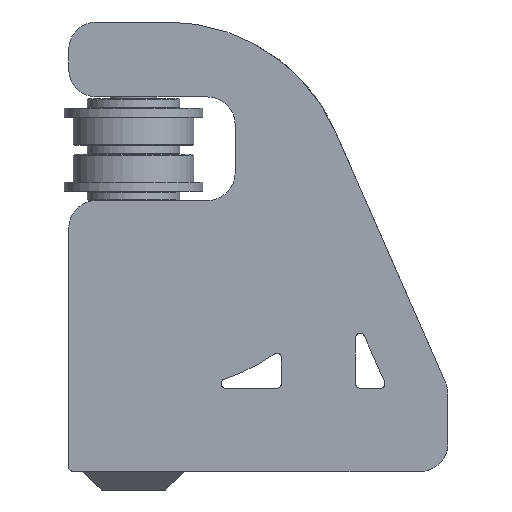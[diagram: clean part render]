
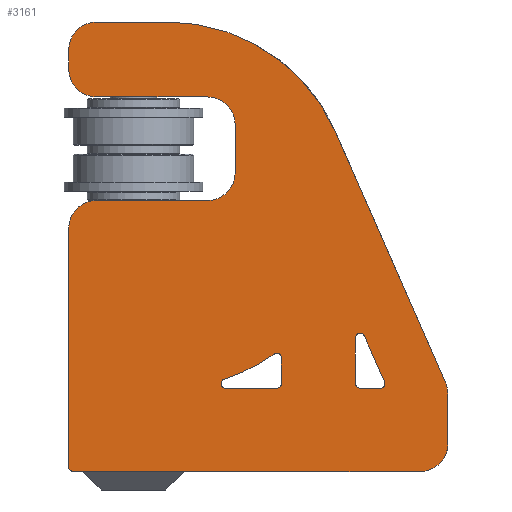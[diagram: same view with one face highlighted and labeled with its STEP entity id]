
A CAD part, left-side view. The second image highlights one B-rep face of the part: STEP entity #3161.
In plain terms, the highlighted planar face has unit normal (-1, 0, 0).
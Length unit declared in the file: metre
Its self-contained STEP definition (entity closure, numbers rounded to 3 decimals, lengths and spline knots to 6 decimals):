
#144=CIRCLE('',#3394,0.0198);
#146=CIRCLE('',#3399,0.0198);
#165=CIRCLE('',#3431,0.003);
#166=CIRCLE('',#3432,0.003);
#167=CIRCLE('',#3433,0.003);
#168=CIRCLE('',#3434,0.003);
#169=CIRCLE('',#3435,0.003);
#170=CIRCLE('',#3436,0.003);
#171=CIRCLE('',#3437,0.003);
#172=CIRCLE('',#3438,0.0005);
#173=CIRCLE('',#3439,0.0005);
#174=CIRCLE('',#3440,0.0005);
#175=CIRCLE('',#3441,0.0005);
#176=CIRCLE('',#3442,0.0005);
#177=CIRCLE('',#3443,0.0005);
#178=CIRCLE('',#3444,0.0005);
#360=ORIENTED_EDGE('',*,*,#1122,.T.);
#361=ORIENTED_EDGE('',*,*,#1221,.T.);
#362=ORIENTED_EDGE('',*,*,#1167,.T.);
#363=ORIENTED_EDGE('',*,*,#1222,.T.);
#364=ORIENTED_EDGE('',*,*,#1163,.F.);
#365=ORIENTED_EDGE('',*,*,#1150,.F.);
#366=ORIENTED_EDGE('',*,*,#1202,.F.);
#367=ORIENTED_EDGE('',*,*,#1223,.T.);
#368=ORIENTED_EDGE('',*,*,#1193,.F.);
#369=ORIENTED_EDGE('',*,*,#1224,.T.);
#370=ORIENTED_EDGE('',*,*,#1189,.T.);
#371=ORIENTED_EDGE('',*,*,#1225,.T.);
#372=ORIENTED_EDGE('',*,*,#1184,.T.);
#373=ORIENTED_EDGE('',*,*,#1226,.T.);
#374=ORIENTED_EDGE('',*,*,#1180,.F.);
#375=ORIENTED_EDGE('',*,*,#1227,.T.);
#376=ORIENTED_EDGE('',*,*,#1173,.F.);
#377=ORIENTED_EDGE('',*,*,#1228,.T.);
#378=ORIENTED_EDGE('',*,*,#1141,.F.);
#379=ORIENTED_EDGE('',*,*,#1229,.T.);
#380=ORIENTED_EDGE('',*,*,#1137,.T.);
#381=ORIENTED_EDGE('',*,*,#1230,.T.);
#382=ORIENTED_EDGE('',*,*,#1197,.T.);
#383=ORIENTED_EDGE('',*,*,#1231,.T.);
#384=ORIENTED_EDGE('',*,*,#1129,.F.);
#385=ORIENTED_EDGE('',*,*,#1232,.T.);
#386=ORIENTED_EDGE('',*,*,#1203,.F.);
#387=ORIENTED_EDGE('',*,*,#1233,.T.);
#388=ORIENTED_EDGE('',*,*,#1135,.F.);
#389=ORIENTED_EDGE('',*,*,#1234,.T.);
#1122=EDGE_CURVE('',#1563,#1562,#1871,.T.);
#1129=EDGE_CURVE('',#1569,#1570,#1877,.T.);
#1135=EDGE_CURVE('',#1575,#1576,#144,.T.);
#1137=EDGE_CURVE('',#1577,#1578,#1883,.T.);
#1141=EDGE_CURVE('',#1581,#1582,#1887,.T.);
#1150=EDGE_CURVE('',#1590,#1586,#146,.T.);
#1163=EDGE_CURVE('',#1586,#1603,#1904,.T.);
#1167=EDGE_CURVE('',#1605,#1606,#1907,.T.);
#1173=EDGE_CURVE('',#1611,#1612,#1912,.T.);
#1180=EDGE_CURVE('',#1618,#1619,#1918,.T.);
#1184=EDGE_CURVE('',#1623,#1622,#1922,.T.);
#1189=EDGE_CURVE('',#1628,#1627,#1926,.T.);
#1193=EDGE_CURVE('',#1631,#1632,#1930,.T.);
#1197=EDGE_CURVE('',#1636,#1635,#1934,.T.);
#1202=EDGE_CURVE('',#1639,#1590,#1938,.T.);
#1203=EDGE_CURVE('',#1640,#1641,#1939,.T.);
#1221=EDGE_CURVE('',#1562,#1605,#165,.F.);
#1222=EDGE_CURVE('',#1606,#1603,#166,.F.);
#1223=EDGE_CURVE('',#1639,#1632,#167,.F.);
#1224=EDGE_CURVE('',#1631,#1628,#168,.F.);
#1225=EDGE_CURVE('',#1627,#1623,#169,.T.);
#1226=EDGE_CURVE('',#1622,#1619,#170,.T.);
#1227=EDGE_CURVE('',#1618,#1612,#171,.F.);
#1228=EDGE_CURVE('',#1611,#1563,#172,.F.);
#1229=EDGE_CURVE('',#1581,#1577,#173,.T.);
#1230=EDGE_CURVE('',#1578,#1636,#174,.T.);
#1231=EDGE_CURVE('',#1635,#1582,#175,.T.);
#1232=EDGE_CURVE('',#1569,#1641,#176,.T.);
#1233=EDGE_CURVE('',#1640,#1576,#177,.T.);
#1234=EDGE_CURVE('',#1575,#1570,#178,.T.);
#1562=VERTEX_POINT('',#4579);
#1563=VERTEX_POINT('',#4581);
#1569=VERTEX_POINT('',#4595);
#1570=VERTEX_POINT('',#4596);
#1575=VERTEX_POINT('',#4607);
#1576=VERTEX_POINT('',#4609);
#1577=VERTEX_POINT('',#4613);
#1578=VERTEX_POINT('',#4614);
#1581=VERTEX_POINT('',#4622);
#1582=VERTEX_POINT('',#4623);
#1586=VERTEX_POINT('',#4632);
#1590=VERTEX_POINT('',#4654);
#1603=VERTEX_POINT('',#4688);
#1605=VERTEX_POINT('',#4695);
#1606=VERTEX_POINT('',#4696);
#1611=VERTEX_POINT('',#4708);
#1612=VERTEX_POINT('',#4709);
#1618=VERTEX_POINT('',#4722);
#1619=VERTEX_POINT('',#4724);
#1622=VERTEX_POINT('',#4731);
#1623=VERTEX_POINT('',#4733);
#1627=VERTEX_POINT('',#4742);
#1628=VERTEX_POINT('',#4744);
#1631=VERTEX_POINT('',#4751);
#1632=VERTEX_POINT('',#4753);
#1635=VERTEX_POINT('',#4760);
#1636=VERTEX_POINT('',#4762);
#1639=VERTEX_POINT('',#4770);
#1640=VERTEX_POINT('',#4774);
#1641=VERTEX_POINT('',#4775);
#1871=LINE('',#4580,#2186);
#1877=LINE('',#4594,#2192);
#1883=LINE('',#4612,#2198);
#1887=LINE('',#4621,#2202);
#1904=LINE('',#4687,#2219);
#1907=LINE('',#4694,#2222);
#1912=LINE('',#4707,#2227);
#1918=LINE('',#4723,#2233);
#1922=LINE('',#4732,#2237);
#1926=LINE('',#4743,#2241);
#1930=LINE('',#4752,#2245);
#1934=LINE('',#4761,#2249);
#1938=LINE('',#4771,#2253);
#1939=LINE('',#4773,#2254);
#2186=VECTOR('',#3684,1.);
#2192=VECTOR('',#3694,1.);
#2198=VECTOR('',#3708,1.);
#2202=VECTOR('',#3714,1.);
#2219=VECTOR('',#3739,1.);
#2222=VECTOR('',#3746,1.);
#2227=VECTOR('',#3755,1.);
#2233=VECTOR('',#3765,1.);
#2237=VECTOR('',#3771,1.);
#2241=VECTOR('',#3779,1.);
#2245=VECTOR('',#3785,1.);
#2249=VECTOR('',#3791,1.);
#2253=VECTOR('',#3799,1.);
#2254=VECTOR('',#3802,1.);
#2524=EDGE_LOOP('',(#360,#361,#362,#363,#364,#365,#366,#367,#368,#369,#370,
#371,#372,#373,#374,#375,#376,#377));
#2525=EDGE_LOOP('',(#378,#379,#380,#381,#382,#383));
#2526=EDGE_LOOP('',(#384,#385,#386,#387,#388,#389));
#2783=FACE_BOUND('',#2524,.T.);
#2784=FACE_BOUND('',#2525,.T.);
#2785=FACE_BOUND('',#2526,.T.);
#3032=PLANE('',#3430);
#3161=ADVANCED_FACE('',(#2783,#2784,#2785),#3032,.F.);
#3394=AXIS2_PLACEMENT_3D('',#4608,#3703,#3704);
#3399=AXIS2_PLACEMENT_3D('',#4655,#3725,#3726);
#3430=AXIS2_PLACEMENT_3D('',#4796,#3836,#3837);
#3431=AXIS2_PLACEMENT_3D('',#4797,#3838,#3839);
#3432=AXIS2_PLACEMENT_3D('',#4798,#3840,#3841);
#3433=AXIS2_PLACEMENT_3D('',#4799,#3842,#3843);
#3434=AXIS2_PLACEMENT_3D('',#4800,#3844,#3845);
#3435=AXIS2_PLACEMENT_3D('',#4801,#3846,#3847);
#3436=AXIS2_PLACEMENT_3D('',#4802,#3848,#3849);
#3437=AXIS2_PLACEMENT_3D('',#4803,#3850,#3851);
#3438=AXIS2_PLACEMENT_3D('',#4804,#3852,#3853);
#3439=AXIS2_PLACEMENT_3D('',#4805,#3854,#3855);
#3440=AXIS2_PLACEMENT_3D('',#4806,#3856,#3857);
#3441=AXIS2_PLACEMENT_3D('',#4807,#3858,#3859);
#3442=AXIS2_PLACEMENT_3D('',#4808,#3860,#3861);
#3443=AXIS2_PLACEMENT_3D('',#4809,#3862,#3863);
#3444=AXIS2_PLACEMENT_3D('',#4810,#3864,#3865);
#3684=DIRECTION('',(0.,-1.,0.));
#3694=DIRECTION('',(0.,0.,1.));
#3703=DIRECTION('',(1.,0.,0.));
#3704=DIRECTION('',(0.,0.,-1.));
#3708=DIRECTION('',(0.,0.,1.));
#3714=DIRECTION('',(0.,-1.,0.));
#3725=DIRECTION('',(1.,0.,0.));
#3726=DIRECTION('',(0.,0.,-1.));
#3739=DIRECTION('',(0.,-0.402,-0.916));
#3746=DIRECTION('',(0.,0.,1.));
#3755=DIRECTION('',(0.,0.,1.));
#3765=DIRECTION('',(0.,-1.,0.));
#3771=DIRECTION('',(0.,0.,-1.));
#3779=DIRECTION('',(0.,-1.,0.));
#3785=DIRECTION('',(0.,0.,1.));
#3791=DIRECTION('',(0.,-0.402,-0.916));
#3799=DIRECTION('',(0.,-1.,0.));
#3802=DIRECTION('',(0.,-1.,0.));
#3836=DIRECTION('',(1.,0.,0.));
#3837=DIRECTION('',(0.,1.,0.));
#3838=DIRECTION('',(1.,0.,0.));
#3839=DIRECTION('',(0.,0.,-1.));
#3840=DIRECTION('',(1.,0.,0.));
#3841=DIRECTION('',(0.,0.,-1.));
#3842=DIRECTION('',(1.,0.,0.));
#3843=DIRECTION('',(0.,0.,-1.));
#3844=DIRECTION('',(1.,0.,0.));
#3845=DIRECTION('',(0.,0.,-1.));
#3846=DIRECTION('',(1.,0.,0.));
#3847=DIRECTION('',(0.,0.,-1.));
#3848=DIRECTION('',(1.,0.,0.));
#3849=DIRECTION('',(0.,0.,-1.));
#3850=DIRECTION('',(1.,0.,0.));
#3851=DIRECTION('',(0.,0.,-1.));
#3852=DIRECTION('',(1.,0.,0.));
#3853=DIRECTION('',(0.,0.,-1.));
#3854=DIRECTION('',(1.,0.,0.));
#3855=DIRECTION('',(0.,0.,-1.));
#3856=DIRECTION('',(1.,0.,0.));
#3857=DIRECTION('',(0.,0.,-1.));
#3858=DIRECTION('',(1.,0.,0.));
#3859=DIRECTION('',(0.,0.,-1.));
#3860=DIRECTION('',(1.,0.,0.));
#3861=DIRECTION('',(0.,0.,-1.));
#3862=DIRECTION('',(1.,0.,0.));
#3863=DIRECTION('',(0.,0.,-1.));
#3864=DIRECTION('',(1.,0.,0.));
#3865=DIRECTION('',(0.,0.,-1.));
#4579=CARTESIAN_POINT('',(-0.01,0.003,0.));
#4580=CARTESIAN_POINT('',(-0.01,0.0205,0.));
#4581=CARTESIAN_POINT('',(-0.01,0.0405,0.));
#4594=CARTESIAN_POINT('',(-0.01,0.018,0.011149));
#4595=CARTESIAN_POINT('',(-0.01,0.018,0.0095));
#4596=CARTESIAN_POINT('',(-0.01,0.018,0.012295));
#4607=CARTESIAN_POINT('',(-0.01,0.018791,0.012701));
#4608=CARTESIAN_POINT('',(-0.01,0.030318,0.0288));
#4609=CARTESIAN_POINT('',(-0.01,0.02418,0.009975));
#4612=CARTESIAN_POINT('',(-0.01,0.01,0.012926));
#4613=CARTESIAN_POINT('',(-0.01,0.01,0.0095));
#4614=CARTESIAN_POINT('',(-0.01,0.01,0.014469));
#4621=CARTESIAN_POINT('',(-0.01,0.008276,0.009));
#4622=CARTESIAN_POINT('',(-0.01,0.0095,0.009));
#4623=CARTESIAN_POINT('',(-0.01,0.007318,0.009));
#4632=CARTESIAN_POINT('',(-0.01,0.012188,0.03676));
#4654=CARTESIAN_POINT('',(-0.01,0.030318,0.0486));
#4655=CARTESIAN_POINT('',(-0.01,0.030318,0.0288));
#4687=CARTESIAN_POINT('',(-0.01,0.006094,0.02288));
#4688=CARTESIAN_POINT('',(-0.01,0.000253,0.009576));
#4694=CARTESIAN_POINT('',(-0.01,0.,0.0045));
#4695=CARTESIAN_POINT('',(-0.01,0.,0.003));
#4696=CARTESIAN_POINT('',(-0.01,0.,0.00837));
#4707=CARTESIAN_POINT('',(-0.01,0.041,0.00965));
#4708=CARTESIAN_POINT('',(-0.01,0.041,0.0005));
#4709=CARTESIAN_POINT('',(-0.01,0.041,0.0263));
#4722=CARTESIAN_POINT('',(-0.01,0.038,0.0293));
#4723=CARTESIAN_POINT('',(-0.01,0.032,0.0293));
#4724=CARTESIAN_POINT('',(-0.01,0.026,0.0293));
#4731=CARTESIAN_POINT('',(-0.01,0.023,0.0323));
#4732=CARTESIAN_POINT('',(-0.01,0.023,0.0355));
#4733=CARTESIAN_POINT('',(-0.01,0.023,0.0375));
#4742=CARTESIAN_POINT('',(-0.01,0.026,0.0405));
#4743=CARTESIAN_POINT('',(-0.01,0.032,0.0405));
#4744=CARTESIAN_POINT('',(-0.01,0.038,0.0405));
#4751=CARTESIAN_POINT('',(-0.01,0.041,0.0435));
#4752=CARTESIAN_POINT('',(-0.01,0.041,0.04455));
#4753=CARTESIAN_POINT('',(-0.01,0.041,0.0456));
#4760=CARTESIAN_POINT('',(-0.01,0.006861,0.009701));
#4761=CARTESIAN_POINT('',(-0.01,0.008276,0.012926));
#4762=CARTESIAN_POINT('',(-0.01,0.009042,0.01467));
#4770=CARTESIAN_POINT('',(-0.01,0.038,0.0486));
#4771=CARTESIAN_POINT('',(-0.01,0.035659,0.0486));
#4773=CARTESIAN_POINT('',(-0.01,0.024159,0.009));
#4774=CARTESIAN_POINT('',(-0.01,0.024025,0.009));
#4775=CARTESIAN_POINT('',(-0.01,0.0185,0.009));
#4796=CARTESIAN_POINT('',(-0.01,0.0225,0.0243));
#4797=CARTESIAN_POINT('',(-0.01,0.003,0.003));
#4798=CARTESIAN_POINT('',(-0.01,0.003,0.00837));
#4799=CARTESIAN_POINT('',(-0.01,0.038,0.0456));
#4800=CARTESIAN_POINT('',(-0.01,0.038,0.0435));
#4801=CARTESIAN_POINT('',(-0.01,0.026,0.0375));
#4802=CARTESIAN_POINT('',(-0.01,0.026,0.0323));
#4803=CARTESIAN_POINT('',(-0.01,0.038,0.0263));
#4804=CARTESIAN_POINT('',(-0.01,0.0405,0.0005));
#4805=CARTESIAN_POINT('',(-0.01,0.0095,0.0095));
#4806=CARTESIAN_POINT('',(-0.01,0.0095,0.014469));
#4807=CARTESIAN_POINT('',(-0.01,0.007318,0.0095));
#4808=CARTESIAN_POINT('',(-0.01,0.0185,0.0095));
#4809=CARTESIAN_POINT('',(-0.01,0.024025,0.0095));
#4810=CARTESIAN_POINT('',(-0.01,0.0185,0.012295));
